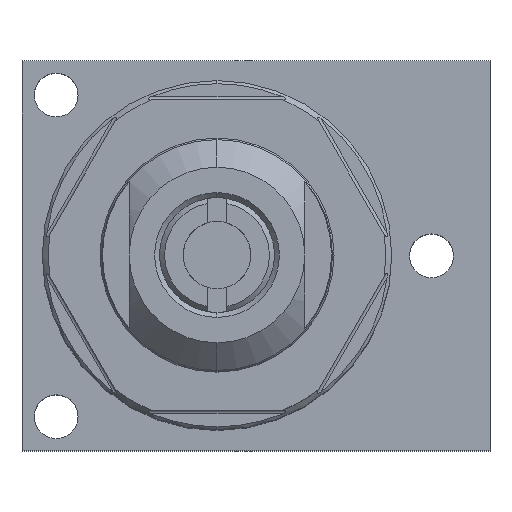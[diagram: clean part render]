
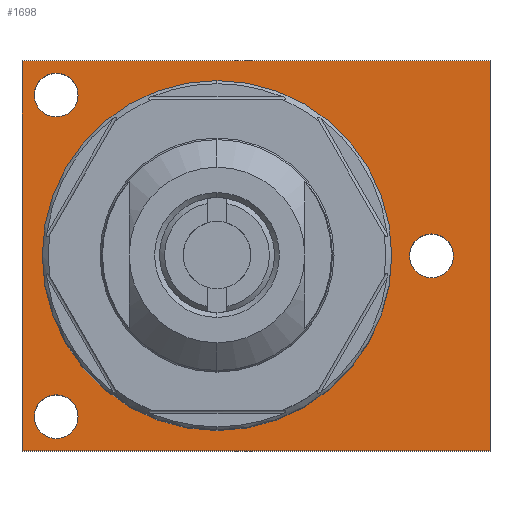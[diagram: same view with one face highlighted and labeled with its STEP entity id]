
A CAD part, top view. The second image highlights one B-rep face of the part: STEP entity #1698.
In plain terms, the highlighted planar face has unit normal (0, 0, 1).
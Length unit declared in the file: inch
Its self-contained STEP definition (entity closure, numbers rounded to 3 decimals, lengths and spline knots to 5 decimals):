
#260=DIRECTION('',(0.,1.,0.));
#261=VECTOR('',#260,2.5);
#262=CARTESIAN_POINT('',(-1.25,-1.25,0.56));
#263=LINE('',#262,#261);
#264=CARTESIAN_POINT('',(0.,0.,0.56));
#265=DIRECTION('',(0.,0.,1.));
#266=DIRECTION('',(1.,0.,0.));
#267=AXIS2_PLACEMENT_3D('',#264,#265,#266);
#269=CARTESIAN_POINT('',(0.,0.,0.56));
#270=DIRECTION('',(0.,0.,1.));
#271=DIRECTION('',(-1.,0.,0.));
#272=AXIS2_PLACEMENT_3D('',#269,#270,#271);
#274=CARTESIAN_POINT('',(-1.031,-1.031,0.56));
#275=DIRECTION('',(0.,0.,-1.));
#276=DIRECTION('',(-1.,0.,0.));
#277=AXIS2_PLACEMENT_3D('',#274,#275,#276);
#279=CARTESIAN_POINT('',(-1.031,-1.031,0.56));
#280=DIRECTION('',(0.,0.,-1.));
#281=DIRECTION('',(1.,0.,0.));
#282=AXIS2_PLACEMENT_3D('',#279,#280,#281);
#284=CARTESIAN_POINT('',(-1.031,1.031,0.56));
#285=DIRECTION('',(0.,0.,-1.));
#286=DIRECTION('',(-1.,0.,0.));
#287=AXIS2_PLACEMENT_3D('',#284,#285,#286);
#289=CARTESIAN_POINT('',(-1.031,1.031,0.56));
#290=DIRECTION('',(0.,0.,-1.));
#291=DIRECTION('',(1.,0.,0.));
#292=AXIS2_PLACEMENT_3D('',#289,#290,#291);
#294=CARTESIAN_POINT('',(1.375,0.,0.56));
#295=DIRECTION('',(0.,0.,-1.));
#296=DIRECTION('',(-1.,0.,0.));
#297=AXIS2_PLACEMENT_3D('',#294,#295,#296);
#299=CARTESIAN_POINT('',(1.375,0.,0.56));
#300=DIRECTION('',(0.,0.,-1.));
#301=DIRECTION('',(1.,0.,0.));
#302=AXIS2_PLACEMENT_3D('',#299,#300,#301);
#312=DIRECTION('',(1.,0.,0.));
#313=VECTOR('',#312,3.);
#314=CARTESIAN_POINT('',(-1.25,-1.25,0.56));
#315=LINE('',#314,#313);
#430=DIRECTION('',(0.,1.,0.));
#431=VECTOR('',#430,2.5);
#432=CARTESIAN_POINT('',(1.75,-1.25,0.56));
#433=LINE('',#432,#431);
#516=DIRECTION('',(1.,0.,0.));
#517=VECTOR('',#516,3.);
#518=CARTESIAN_POINT('',(-1.25,1.25,0.56));
#519=LINE('',#518,#517);
#1350=CARTESIAN_POINT('',(-1.25,-1.25,0.56));
#1351=VERTEX_POINT('',#1350);
#1352=CARTESIAN_POINT('',(1.75,-1.25,0.56));
#1353=VERTEX_POINT('',#1352);
#1358=CARTESIAN_POINT('',(-1.25,1.25,0.56));
#1359=VERTEX_POINT('',#1358);
#1360=CARTESIAN_POINT('',(1.75,1.25,0.56));
#1361=VERTEX_POINT('',#1360);
#1362=CARTESIAN_POINT('',(1.12,0.,0.56));
#1363=CARTESIAN_POINT('',(-1.12,0.,0.56));
#1364=VERTEX_POINT('',#1362);
#1365=VERTEX_POINT('',#1363);
#1370=CARTESIAN_POINT('',(-1.1715,-1.031,0.56));
#1371=CARTESIAN_POINT('',(-0.8905,-1.031,0.56));
#1372=VERTEX_POINT('',#1370);
#1373=VERTEX_POINT('',#1371);
#1378=CARTESIAN_POINT('',(-1.1715,1.031,0.56));
#1379=CARTESIAN_POINT('',(-0.8905,1.031,0.56));
#1380=VERTEX_POINT('',#1378);
#1381=VERTEX_POINT('',#1379);
#1386=CARTESIAN_POINT('',(1.2345,0.,0.56));
#1387=CARTESIAN_POINT('',(1.5155,0.,0.56));
#1388=VERTEX_POINT('',#1386);
#1389=VERTEX_POINT('',#1387);
#1660=CARTESIAN_POINT('',(-1.25,-1.25,0.56));
#1661=DIRECTION('',(0.,0.,1.));
#1662=DIRECTION('',(1.,0.,0.));
#1663=AXIS2_PLACEMENT_3D('',#1660,#1661,#1662);
#1664=PLANE('',#1663);
#1666=ORIENTED_EDGE('',*,*,#1665,.F.);
#1668=ORIENTED_EDGE('',*,*,#1667,.T.);
#1670=ORIENTED_EDGE('',*,*,#1669,.T.);
#1672=ORIENTED_EDGE('',*,*,#1671,.F.);
#1673=EDGE_LOOP('',(#1666,#1668,#1670,#1672));
#1674=FACE_OUTER_BOUND('',#1673,.F.);
#1675=ORIENTED_EDGE('',*,*,#1648,.T.);
#1677=ORIENTED_EDGE('',*,*,#1676,.T.);
#1678=EDGE_LOOP('',(#1675,#1677));
#1679=FACE_BOUND('',#1678,.F.);
#1681=ORIENTED_EDGE('',*,*,#1680,.F.);
#1683=ORIENTED_EDGE('',*,*,#1682,.F.);
#1684=EDGE_LOOP('',(#1681,#1683));
#1685=FACE_BOUND('',#1684,.F.);
#1687=ORIENTED_EDGE('',*,*,#1686,.F.);
#1689=ORIENTED_EDGE('',*,*,#1688,.F.);
#1690=EDGE_LOOP('',(#1687,#1689));
#1691=FACE_BOUND('',#1690,.F.);
#1693=ORIENTED_EDGE('',*,*,#1692,.F.);
#1695=ORIENTED_EDGE('',*,*,#1694,.F.);
#1696=EDGE_LOOP('',(#1693,#1695));
#1697=FACE_BOUND('',#1696,.F.);
#1698=ADVANCED_FACE('',(#1674,#1679,#1685,#1691,#1697),#1664,.T.);
#268=CIRCLE('',#267,1.12);
#273=CIRCLE('',#272,1.12);
#278=CIRCLE('',#277,0.1405);
#283=CIRCLE('',#282,0.1405);
#288=CIRCLE('',#287,0.1405);
#293=CIRCLE('',#292,0.1405);
#298=CIRCLE('',#297,0.1405);
#303=CIRCLE('',#302,0.1405);
#1648=EDGE_CURVE('',#1364,#1365,#268,.T.);
#1665=EDGE_CURVE('',#1351,#1353,#315,.T.);
#1667=EDGE_CURVE('',#1351,#1359,#263,.T.);
#1669=EDGE_CURVE('',#1359,#1361,#519,.T.);
#1671=EDGE_CURVE('',#1353,#1361,#433,.T.);
#1676=EDGE_CURVE('',#1365,#1364,#273,.T.);
#1680=EDGE_CURVE('',#1372,#1373,#278,.T.);
#1682=EDGE_CURVE('',#1373,#1372,#283,.T.);
#1686=EDGE_CURVE('',#1380,#1381,#288,.T.);
#1688=EDGE_CURVE('',#1381,#1380,#293,.T.);
#1692=EDGE_CURVE('',#1388,#1389,#298,.T.);
#1694=EDGE_CURVE('',#1389,#1388,#303,.T.);
